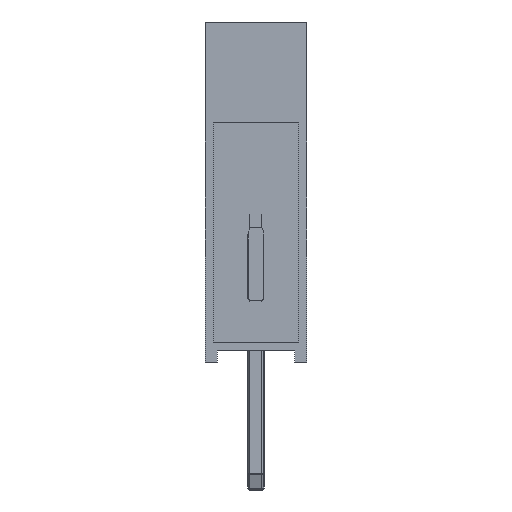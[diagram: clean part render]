
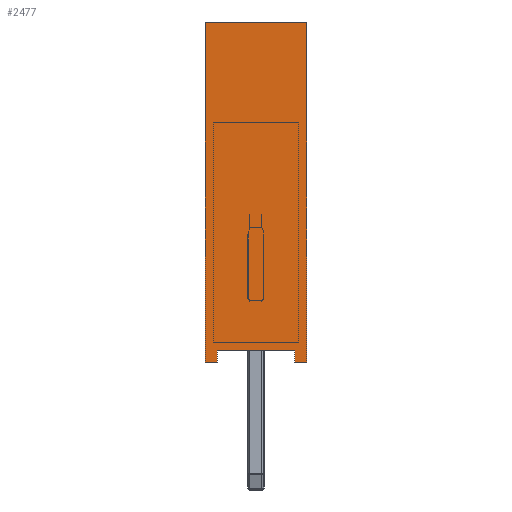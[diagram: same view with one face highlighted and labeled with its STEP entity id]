
A CAD part, left-side view. The second image highlights one B-rep face of the part: STEP entity #2477.
In plain terms, the highlighted planar face has unit normal (-1, 0, 0).
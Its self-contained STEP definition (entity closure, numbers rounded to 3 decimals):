
#381=FACE_OUTER_BOUND('',#532,.T.);
#532=EDGE_LOOP('',(#1633,#1634,#1635,#1636,#1637,#1638,#1639,#1640));
#698=LINE('',#3871,#884);
#700=LINE('',#3877,#886);
#703=LINE('',#3882,#889);
#708=LINE('',#3896,#894);
#709=LINE('',#3899,#895);
#712=LINE('',#3905,#898);
#713=LINE('',#3907,#899);
#714=LINE('',#3908,#900);
#884=VECTOR('',#3025,10.);
#886=VECTOR('',#3029,10.);
#889=VECTOR('',#3034,10.);
#894=VECTOR('',#3049,10.);
#895=VECTOR('',#3052,10.);
#898=VECTOR('',#3057,10.);
#899=VECTOR('',#3058,10.);
#900=VECTOR('',#3059,10.);
#1068=VERTEX_POINT('',#3865);
#1070=VERTEX_POINT('',#3869);
#1071=VERTEX_POINT('',#3873);
#1073=VERTEX_POINT('',#3876);
#1078=VERTEX_POINT('',#3894);
#1079=VERTEX_POINT('',#3898);
#1081=VERTEX_POINT('',#3904);
#1082=VERTEX_POINT('',#3906);
#1266=EDGE_CURVE('',#1068,#1070,#698,.T.);
#1268=EDGE_CURVE('',#1073,#1071,#700,.T.);
#1271=EDGE_CURVE('',#1070,#1073,#703,.T.);
#1280=EDGE_CURVE('',#1071,#1078,#708,.T.);
#1281=EDGE_CURVE('',#1079,#1068,#709,.T.);
#1284=EDGE_CURVE('',#1078,#1081,#712,.T.);
#1285=EDGE_CURVE('',#1082,#1081,#713,.T.);
#1286=EDGE_CURVE('',#1079,#1082,#714,.T.);
#1633=ORIENTED_EDGE('',*,*,#1266,.T.);
#1634=ORIENTED_EDGE('',*,*,#1271,.T.);
#1635=ORIENTED_EDGE('',*,*,#1268,.T.);
#1636=ORIENTED_EDGE('',*,*,#1280,.T.);
#1637=ORIENTED_EDGE('',*,*,#1284,.T.);
#1638=ORIENTED_EDGE('',*,*,#1285,.F.);
#1639=ORIENTED_EDGE('',*,*,#1286,.F.);
#1640=ORIENTED_EDGE('',*,*,#1281,.T.);
#2281=PLANE('',#2685);
#2477=ADVANCED_FACE('',(#381),#2281,.T.);
#2685=AXIS2_PLACEMENT_3D('',#3903,#3055,#3056);
#3025=DIRECTION('',(0.,0.,1.));
#3029=DIRECTION('',(0.,0.,-1.));
#3034=DIRECTION('',(0.,-1.,0.));
#3049=DIRECTION('',(0.,-1.,0.));
#3052=DIRECTION('',(0.,-1.,0.));
#3055=DIRECTION('center_axis',(-1.,0.,0.));
#3056=DIRECTION('ref_axis',(0.,-1.,0.));
#3057=DIRECTION('',(0.,0.,1.));
#3058=DIRECTION('',(0.,-1.,0.));
#3059=DIRECTION('',(0.,0.,1.));
#3865=CARTESIAN_POINT('',(-1.27,0.97,0.));
#3869=CARTESIAN_POINT('',(-1.27,0.97,0.3));
#3871=CARTESIAN_POINT('',(-1.27,0.97,0.));
#3873=CARTESIAN_POINT('',(-1.27,-0.97,0.));
#3876=CARTESIAN_POINT('',(-1.27,-0.97,0.3));
#3877=CARTESIAN_POINT('',(-1.27,-0.97,0.));
#3882=CARTESIAN_POINT('',(-1.27,0.635,0.3));
#3894=CARTESIAN_POINT('',(-1.27,-1.27,0.));
#3896=CARTESIAN_POINT('',(-1.27,1.27,0.));
#3898=CARTESIAN_POINT('',(-1.27,1.27,0.));
#3899=CARTESIAN_POINT('',(-1.27,1.27,0.));
#3903=CARTESIAN_POINT('Origin',(-1.27,1.27,0.));
#3904=CARTESIAN_POINT('',(-1.27,-1.27,8.5));
#3905=CARTESIAN_POINT('',(-1.27,-1.27,0.));
#3906=CARTESIAN_POINT('',(-1.27,1.27,8.5));
#3907=CARTESIAN_POINT('',(-1.27,1.27,8.5));
#3908=CARTESIAN_POINT('',(-1.27,1.27,0.));
